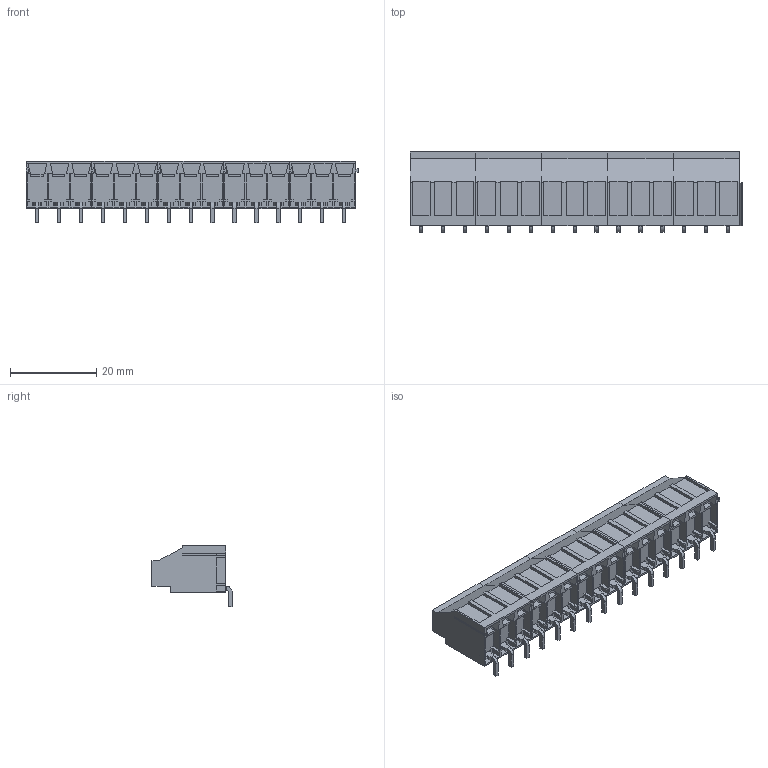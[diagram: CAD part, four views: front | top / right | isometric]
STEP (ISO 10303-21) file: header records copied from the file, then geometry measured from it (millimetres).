
FILE_DESCRIPTION(('CATIA V5 STEP','CAx-IF Rec.Pracs.--- Model Styling and Organization---1.2---2011-12-15'),'2;1');
FILE_NAME ('D1462058_0_2432040000_2432040000.stp','2016-10-03T07:02:51+00:00',('none'),('Weidmueller'),'CATIA Version 5-6 Release 2014','CATIA V5 STEP AP214','none');
FILE_SCHEMA(('AUTOMOTIVE_DESIGN { 1 0 10303 214 1 1 1 1 }'));
Length unit declared in the file: millimetre
Products named in the file (1): 2432040000_S
Bounding box: 76.85 x 18.57 x 14.2 mm (x, y, z)
Volume: 9964.9 mm3; surface area: 10174 mm2
Topology: 35 solids, 35 shells, 1125 faces, 2970 edges, 1960 vertices
Faces by surface type: plane 1005, cylinder 120
Entity records: 31960 total; most frequent: ORIENTED_EDGE 5940, CARTESIAN_POINT 5660, DIRECTION 4428, EDGE_CURVE 2970, VECTOR 2670, LINE 2670, VERTEX_POINT 1960, EDGE_LOOP 1170
